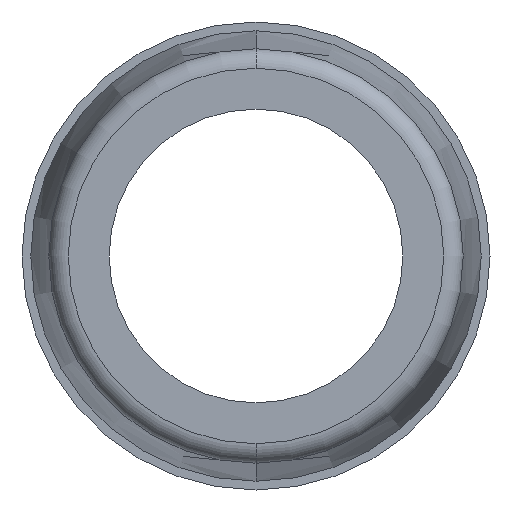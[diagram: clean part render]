
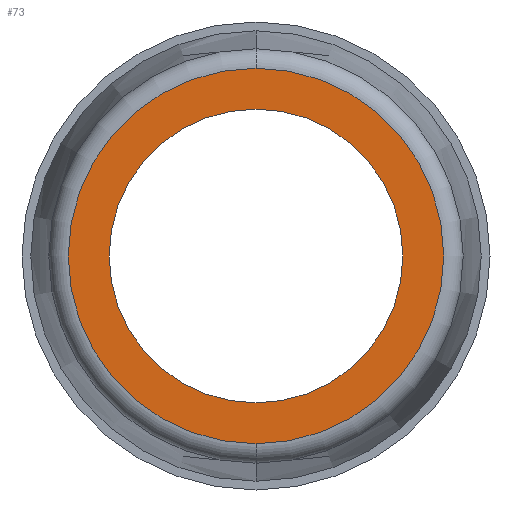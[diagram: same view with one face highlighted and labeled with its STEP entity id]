
A CAD part, front view. The second image highlights one B-rep face of the part: STEP entity #73.
In plain terms, the highlighted planar face has unit normal (0, -1, 0).
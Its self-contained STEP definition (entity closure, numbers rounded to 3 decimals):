
#73 = ADVANCED_FACE ( 'NONE', ( #229, #143 ), #800, .T. ) ;
#98 = DIRECTION ( 'NONE',  ( 0., 0., -1. ) ) ;
#100 = CARTESIAN_POINT ( 'NONE',  ( 0., 0., 0. ) ) ;
#103 = DIRECTION ( 'NONE',  ( 0., -1., 0. ) ) ;
#123 = VERTEX_POINT ( 'NONE', #779 ) ;
#138 = VERTEX_POINT ( 'NONE', #514 ) ;
#143 = FACE_OUTER_BOUND ( 'NONE', #527, .T. ) ;
#209 = VERTEX_POINT ( 'NONE', #520 ) ;
#211 = VERTEX_POINT ( 'NONE', #501 ) ;
#229 = FACE_BOUND ( 'NONE', #534, .T. ) ;
#253 = DIRECTION ( 'NONE',  ( 0., -1., 0. ) ) ;
#259 = DIRECTION ( 'NONE',  ( 0., -1., 0. ) ) ;
#260 = CARTESIAN_POINT ( 'NONE',  ( 0., 0., 0. ) ) ;
#261 = DIRECTION ( 'NONE',  ( 0., 0., -1. ) ) ;
#266 = CARTESIAN_POINT ( 'NONE',  ( 0., 0., 0. ) ) ;
#293 = DIRECTION ( 'NONE',  ( 0., 0., -1. ) ) ;
#377 = DIRECTION ( 'NONE',  ( 0., 0., -1. ) ) ;
#401 = CARTESIAN_POINT ( 'NONE',  ( 0., 0., 0. ) ) ;
#428 = DIRECTION ( 'NONE',  ( 0., -1., 0. ) ) ;
#501 = CARTESIAN_POINT ( 'NONE',  ( 0., 0., 3.75 ) ) ;
#514 = CARTESIAN_POINT ( 'NONE',  ( 0., 0., 4.793 ) ) ;
#520 = CARTESIAN_POINT ( 'NONE',  ( 0., 0., -4.793 ) ) ;
#527 = EDGE_LOOP ( 'NONE', ( #637, #628 ) ) ;
#534 = EDGE_LOOP ( 'NONE', ( #593, #645 ) ) ;
#593 = ORIENTED_EDGE ( 'NONE', *, *, #1088, .F. ) ;
#628 = ORIENTED_EDGE ( 'NONE', *, *, #1043, .T. ) ;
#637 = ORIENTED_EDGE ( 'NONE', *, *, #1031, .T. ) ;
#645 = ORIENTED_EDGE ( 'NONE', *, *, #1044, .F. ) ;
#711 = AXIS2_PLACEMENT_3D ( 'NONE', #401, #428, #377 ) ;
#733 = CIRCLE ( 'NONE', #711, 3.75 ) ;
#779 = CARTESIAN_POINT ( 'NONE',  ( 0., 0., -3.75 ) ) ;
#787 = CARTESIAN_POINT ( 'NONE',  ( 0., 0., 0. ) ) ;
#789 = DIRECTION ( 'NONE',  ( 0., 0., -1. ) ) ;
#800 = PLANE ( 'NONE',  #1001 ) ;
#826 = DIRECTION ( 'NONE',  ( 0., -1., 0. ) ) ;
#903 = CIRCLE ( 'NONE', #924, 4.793 ) ;
#915 = CIRCLE ( 'NONE', #916, 3.75 ) ;
#916 = AXIS2_PLACEMENT_3D ( 'NONE', #260, #259, #261 ) ;
#924 = AXIS2_PLACEMENT_3D ( 'NONE', #100, #103, #98 ) ;
#925 = CIRCLE ( 'NONE', #945, 4.793 ) ;
#945 = AXIS2_PLACEMENT_3D ( 'NONE', #266, #253, #293 ) ;
#1001 = AXIS2_PLACEMENT_3D ( 'NONE', #787, #826, #789 ) ;
#1031 = EDGE_CURVE ( 'NONE', #209, #138, #903, .T. ) ;
#1043 = EDGE_CURVE ( 'NONE', #138, #209, #925, .T. ) ;
#1044 = EDGE_CURVE ( 'NONE', #211, #123, #915, .T. ) ;
#1088 = EDGE_CURVE ( 'NONE', #123, #211, #733, .T. ) ;
